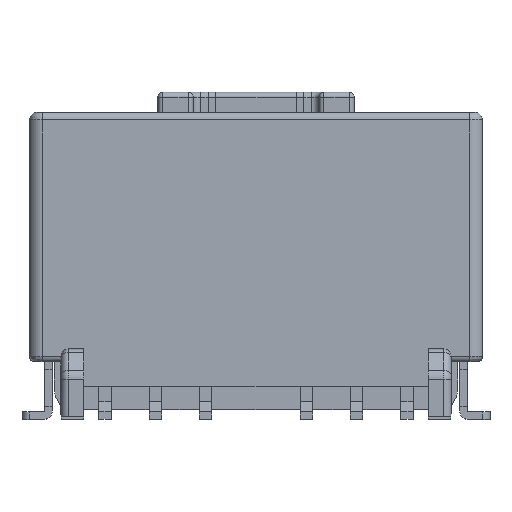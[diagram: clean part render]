
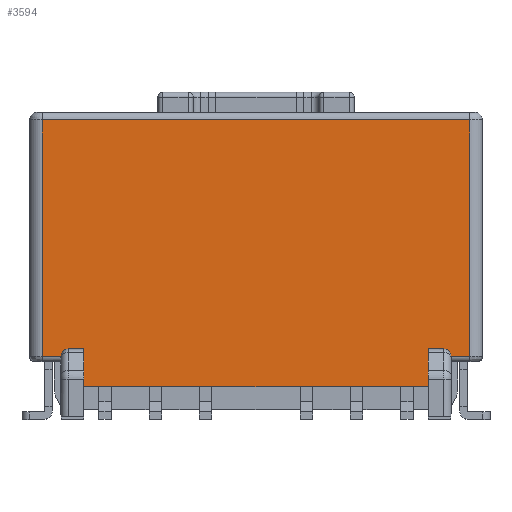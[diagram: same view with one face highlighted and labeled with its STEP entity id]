
A CAD part, top view. The second image highlights one B-rep face of the part: STEP entity #3594.
In plain terms, the highlighted planar face has unit normal (0, 0, 1).
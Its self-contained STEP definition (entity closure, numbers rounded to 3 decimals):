
#130 = EDGE_CURVE ( 'NONE', #19094, #10795, #12438, .T. ) ;
#300 = DIRECTION ( 'NONE',  ( 1., 0., 0. ) ) ;
#582 = CARTESIAN_POINT ( 'NONE',  ( 8.5, 11.9, 2.7 ) ) ;
#813 = DIRECTION ( 'NONE',  ( -1., 0., 0. ) ) ;
#1482 = PLANE ( 'NONE',  #1514 ) ;
#1514 = AXIS2_PLACEMENT_3D ( 'NONE', #12220, #9579, #6933 ) ;
#1856 = CARTESIAN_POINT ( 'NONE',  ( 8.05, 11.9, 2.7 ) ) ;
#1945 = AXIS2_PLACEMENT_3D ( 'NONE', #29874, #8571, #18770 ) ;
#3506 = VECTOR ( 'NONE', #34172, 1000. ) ;
#3594 = ADVANCED_FACE ( 'NONE', ( #23107 ), #1482, .T. ) ;
#4199 = VERTEX_POINT ( 'NONE', #14282 ) ;
#4903 = EDGE_CURVE ( 'NONE', #4199, #23020, #19052, .T. ) ;
#4945 = CARTESIAN_POINT ( 'NONE',  ( -8.5, 2.8, 2.7 ) ) ;
#4983 = ORIENTED_EDGE ( 'NONE', *, *, #5961, .T. ) ;
#5029 = ORIENTED_EDGE ( 'NONE', *, *, #6504, .T. ) ;
#5307 = CIRCLE ( 'NONE', #1945, 0.3 ) ;
#5732 = ORIENTED_EDGE ( 'NONE', *, *, #20203, .T. ) ;
#5860 = VECTOR ( 'NONE', #20115, 1000. ) ;
#5961 = EDGE_CURVE ( 'NONE', #14325, #23020, #14169, .T. ) ;
#6028 = VERTEX_POINT ( 'NONE', #26092 ) ;
#6504 = EDGE_CURVE ( 'NONE', #26976, #6028, #5307, .T. ) ;
#6716 = VECTOR ( 'NONE', #22957, 1000. ) ;
#6933 = DIRECTION ( 'NONE',  ( 0., -1., 0. ) ) ;
#7046 = VECTOR ( 'NONE', #22224, 1000. ) ;
#7291 = ORIENTED_EDGE ( 'NONE', *, *, #9827, .T. ) ;
#7455 = CARTESIAN_POINT ( 'NONE',  ( 7.45, 2.8, 2.7 ) ) ;
#8067 = VECTOR ( 'NONE', #16255, 1000. ) ;
#8336 = CARTESIAN_POINT ( 'NONE',  ( 8.05, 2.8, 2.7 ) ) ;
#8391 = VERTEX_POINT ( 'NONE', #14318 ) ;
#8571 = DIRECTION ( 'NONE',  ( 0., 0., -1. ) ) ;
#8573 = EDGE_CURVE ( 'NONE', #8391, #23982, #20427, .T. ) ;
#9260 = LINE ( 'NONE', #30568, #10241 ) ;
#9579 = DIRECTION ( 'NONE',  ( 0., 0., 1. ) ) ;
#9827 = EDGE_CURVE ( 'NONE', #10795, #8391, #34540, .T. ) ;
#10215 = CARTESIAN_POINT ( 'NONE',  ( 8.05, 2.5, 2.7 ) ) ;
#10241 = VECTOR ( 'NONE', #813, 1000. ) ;
#10795 = VERTEX_POINT ( 'NONE', #25273 ) ;
#10955 = EDGE_CURVE ( 'NONE', #31232, #11678, #20324, .T. ) ;
#11260 = ORIENTED_EDGE ( 'NONE', *, *, #10955, .F. ) ;
#11678 = VERTEX_POINT ( 'NONE', #20546 ) ;
#12016 = CIRCLE ( 'NONE', #31681, 0.3 ) ;
#12209 = DIRECTION ( 'NONE',  ( 0., 1., 0. ) ) ;
#12220 = CARTESIAN_POINT ( 'NONE',  ( 8.05, 2.8, 2.7 ) ) ;
#12438 = LINE ( 'NONE', #1856, #14537 ) ;
#12744 = ORIENTED_EDGE ( 'NONE', *, *, #22164, .T. ) ;
#12897 = VECTOR ( 'NONE', #300, 1000. ) ;
#14024 = CARTESIAN_POINT ( 'NONE',  ( 6.85, 2.8, 2.7 ) ) ;
#14169 = LINE ( 'NONE', #17299, #5860 ) ;
#14281 = CARTESIAN_POINT ( 'NONE',  ( -6.85, 2.8, 2.7 ) ) ;
#14282 = CARTESIAN_POINT ( 'NONE',  ( -6.85, 1.3, 2.7 ) ) ;
#14318 = CARTESIAN_POINT ( 'NONE',  ( -8.5, 2.5, 2.7 ) ) ;
#14325 = VERTEX_POINT ( 'NONE', #17057 ) ;
#14537 = VECTOR ( 'NONE', #23158, 1000. ) ;
#14857 = DIRECTION ( 'NONE',  ( 0., 0., -1. ) ) ;
#15023 = CARTESIAN_POINT ( 'NONE',  ( -7.45, 2.5, 2.7 ) ) ;
#15794 = LINE ( 'NONE', #24422, #12897 ) ;
#16255 = DIRECTION ( 'NONE',  ( 0., 1., 0. ) ) ;
#17057 = CARTESIAN_POINT ( 'NONE',  ( -7.45, 2.8, 2.7 ) ) ;
#17299 = CARTESIAN_POINT ( 'NONE',  ( 8.05, 2.8, 2.7 ) ) ;
#17454 = ORIENTED_EDGE ( 'NONE', *, *, #31214, .F. ) ;
#18254 = LINE ( 'NONE', #29998, #8067 ) ;
#18770 = DIRECTION ( 'NONE',  ( 0., 1., 0. ) ) ;
#19052 = LINE ( 'NONE', #32988, #7046 ) ;
#19094 = VERTEX_POINT ( 'NONE', #582 ) ;
#19900 = VECTOR ( 'NONE', #27365, 1000. ) ;
#19991 = DIRECTION ( 'NONE',  ( 0., -1., 0. ) ) ;
#20115 = DIRECTION ( 'NONE',  ( 1., 0., 0. ) ) ;
#20203 = EDGE_CURVE ( 'NONE', #28332, #19094, #18254, .T. ) ;
#20284 = EDGE_CURVE ( 'NONE', #31232, #26976, #32827, .T. ) ;
#20324 = LINE ( 'NONE', #34075, #6716 ) ;
#20392 = EDGE_CURVE ( 'NONE', #23982, #14325, #12016, .T. ) ;
#20427 = LINE ( 'NONE', #10215, #3506 ) ;
#20546 = CARTESIAN_POINT ( 'NONE',  ( 6.85, 1.3, 2.7 ) ) ;
#22164 = EDGE_CURVE ( 'NONE', #6028, #28332, #15794, .T. ) ;
#22224 = DIRECTION ( 'NONE',  ( 0., 1., 0. ) ) ;
#22957 = DIRECTION ( 'NONE',  ( 0., -1., 0. ) ) ;
#23020 = VERTEX_POINT ( 'NONE', #14281 ) ;
#23107 = FACE_OUTER_BOUND ( 'NONE', #24811, .T. ) ;
#23158 = DIRECTION ( 'NONE',  ( -1., 0., 0. ) ) ;
#23982 = VERTEX_POINT ( 'NONE', #34398 ) ;
#24128 = CARTESIAN_POINT ( 'NONE',  ( 8.5, 2.5, 2.7 ) ) ;
#24422 = CARTESIAN_POINT ( 'NONE',  ( 8.05, 2.5, 2.7 ) ) ;
#24811 = EDGE_LOOP ( 'NONE', ( #31990, #17454, #11260, #27989, #5029, #12744, #5732, #27934, #7291, #34686, #26702, #4983 ) ) ;
#25273 = CARTESIAN_POINT ( 'NONE',  ( -8.5, 11.9, 2.7 ) ) ;
#26092 = CARTESIAN_POINT ( 'NONE',  ( 7.75, 2.5, 2.7 ) ) ;
#26702 = ORIENTED_EDGE ( 'NONE', *, *, #20392, .T. ) ;
#26976 = VERTEX_POINT ( 'NONE', #7455 ) ;
#27059 = VECTOR ( 'NONE', #19991, 1000. ) ;
#27365 = DIRECTION ( 'NONE',  ( 1., 0., 0. ) ) ;
#27934 = ORIENTED_EDGE ( 'NONE', *, *, #130, .T. ) ;
#27989 = ORIENTED_EDGE ( 'NONE', *, *, #20284, .T. ) ;
#28332 = VERTEX_POINT ( 'NONE', #24128 ) ;
#29874 = CARTESIAN_POINT ( 'NONE',  ( 7.45, 2.5, 2.7 ) ) ;
#29998 = CARTESIAN_POINT ( 'NONE',  ( 8.5, 2.8, 2.7 ) ) ;
#30568 = CARTESIAN_POINT ( 'NONE',  ( -8.05, 1.3, 2.7 ) ) ;
#31214 = EDGE_CURVE ( 'NONE', #11678, #4199, #9260, .T. ) ;
#31232 = VERTEX_POINT ( 'NONE', #14024 ) ;
#31681 = AXIS2_PLACEMENT_3D ( 'NONE', #15023, #14857, #12209 ) ;
#31990 = ORIENTED_EDGE ( 'NONE', *, *, #4903, .F. ) ;
#32827 = LINE ( 'NONE', #8336, #19900 ) ;
#32988 = CARTESIAN_POINT ( 'NONE',  ( -6.85, 1.3, 2.7 ) ) ;
#34075 = CARTESIAN_POINT ( 'NONE',  ( 6.85, 1.3, 2.7 ) ) ;
#34172 = DIRECTION ( 'NONE',  ( 1., 0., 0. ) ) ;
#34398 = CARTESIAN_POINT ( 'NONE',  ( -7.75, 2.5, 2.7 ) ) ;
#34540 = LINE ( 'NONE', #4945, #27059 ) ;
#34686 = ORIENTED_EDGE ( 'NONE', *, *, #8573, .T. ) ;
